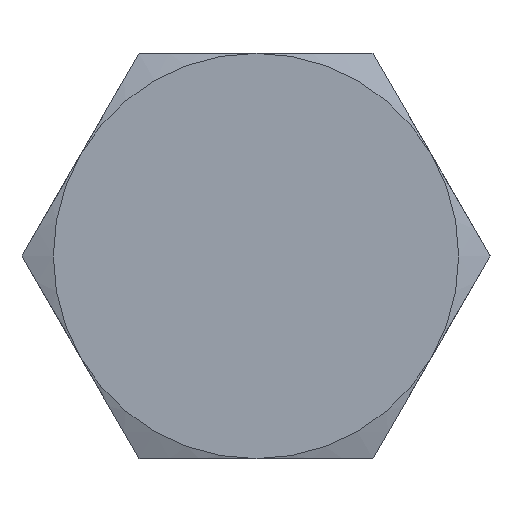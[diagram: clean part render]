
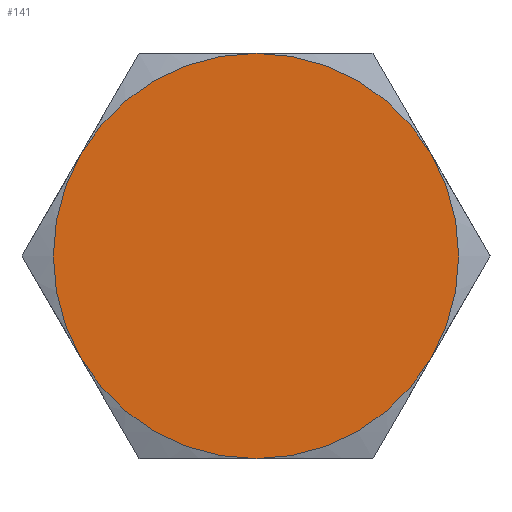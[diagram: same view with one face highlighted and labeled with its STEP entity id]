
A CAD part, left-side view. The second image highlights one B-rep face of the part: STEP entity #141.
In plain terms, the highlighted planar face has unit normal (-1, 0, 0).
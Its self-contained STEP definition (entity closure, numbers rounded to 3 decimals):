
#34 = FACE_OUTER_BOUND ( 'NONE', #95, .T. ) ;
#46 = CARTESIAN_POINT ( 'NONE',  ( 0., 2.304, 1.33 ) ) ;
#60 = VERTEX_POINT ( 'NONE', #160 ) ;
#61 = CARTESIAN_POINT ( 'NONE',  ( 0., -2.304, -1.33 ) ) ;
#64 = AXIS2_PLACEMENT_3D ( 'NONE', #693, #89, #138 ) ;
#70 = DIRECTION ( 'NONE',  ( 0., 0., -1. ) ) ;
#89 = DIRECTION ( 'NONE',  ( 1., 0., 0. ) ) ;
#90 = DIRECTION ( 'NONE',  ( 1., 0., 0. ) ) ;
#95 = EDGE_LOOP ( 'NONE', ( #835, #795, #115, #579, #559, #570 ) ) ;
#115 = ORIENTED_EDGE ( 'NONE', *, *, #813, .F. ) ;
#125 = AXIS2_PLACEMENT_3D ( 'NONE', #878, #455, #382 ) ;
#135 = CARTESIAN_POINT ( 'NONE',  ( 0., 0., 0. ) ) ;
#138 = DIRECTION ( 'NONE',  ( 0., 0., -1. ) ) ;
#141 = ADVANCED_FACE ( 'NONE', ( #34 ), #225, .F. ) ;
#160 = CARTESIAN_POINT ( 'NONE',  ( 0., -2.304, 1.33 ) ) ;
#188 = CARTESIAN_POINT ( 'NONE',  ( 0., 0., 0. ) ) ;
#197 = AXIS2_PLACEMENT_3D ( 'NONE', #188, #520, #261 ) ;
#225 = PLANE ( 'NONE',  #551 ) ;
#259 = VERTEX_POINT ( 'NONE', #46 ) ;
#261 = DIRECTION ( 'NONE',  ( 0., 0., -1. ) ) ;
#276 = DIRECTION ( 'NONE',  ( 0., 0., -1. ) ) ;
#304 = VERTEX_POINT ( 'NONE', #657 ) ;
#311 = AXIS2_PLACEMENT_3D ( 'NONE', #135, #675, #70 ) ;
#325 = CIRCLE ( 'NONE', #64, 2.66 ) ;
#363 = VERTEX_POINT ( 'NONE', #661 ) ;
#382 = DIRECTION ( 'NONE',  ( 0., 0., -1. ) ) ;
#426 = CARTESIAN_POINT ( 'NONE',  ( 0., 0., 0. ) ) ;
#438 = EDGE_CURVE ( 'NONE', #833, #304, #595, .T. ) ;
#447 = CARTESIAN_POINT ( 'NONE',  ( 0., 0., 0. ) ) ;
#455 = DIRECTION ( 'NONE',  ( 1., 0., 0. ) ) ;
#464 = EDGE_CURVE ( 'NONE', #304, #363, #710, .T. ) ;
#486 = DIRECTION ( 'NONE',  ( -1., 0., 0. ) ) ;
#492 = CARTESIAN_POINT ( 'NONE',  ( 0., -1.536, -2.66 ) ) ;
#494 = EDGE_CURVE ( 'NONE', #680, #259, #508, .T. ) ;
#508 = CIRCLE ( 'NONE', #846, 2.66 ) ;
#520 = DIRECTION ( 'NONE',  ( 1., 0., 0. ) ) ;
#551 = AXIS2_PLACEMENT_3D ( 'NONE', #492, #90, #276 ) ;
#559 = ORIENTED_EDGE ( 'NONE', *, *, #494, .T. ) ;
#570 = ORIENTED_EDGE ( 'NONE', *, *, #573, .F. ) ;
#573 = EDGE_CURVE ( 'NONE', #363, #259, #325, .T. ) ;
#579 = ORIENTED_EDGE ( 'NONE', *, *, #770, .F. ) ;
#595 = CIRCLE ( 'NONE', #197, 2.66 ) ;
#639 = DIRECTION ( 'NONE',  ( 1., 0., 0. ) ) ;
#656 = DIRECTION ( 'NONE',  ( 0., 0., -1. ) ) ;
#657 = CARTESIAN_POINT ( 'NONE',  ( 0., 0., -2.66 ) ) ;
#661 = CARTESIAN_POINT ( 'NONE',  ( 0., 2.304, -1.33 ) ) ;
#663 = CIRCLE ( 'NONE', #125, 2.66 ) ;
#674 = AXIS2_PLACEMENT_3D ( 'NONE', #447, #639, #656 ) ;
#675 = DIRECTION ( 'NONE',  ( 1., 0., 0. ) ) ;
#680 = VERTEX_POINT ( 'NONE', #851 ) ;
#693 = CARTESIAN_POINT ( 'NONE',  ( 0., 0., 0. ) ) ;
#707 = CIRCLE ( 'NONE', #674, 2.66 ) ;
#710 = CIRCLE ( 'NONE', #311, 2.66 ) ;
#761 = DIRECTION ( 'NONE',  ( 0., 0., 1. ) ) ;
#770 = EDGE_CURVE ( 'NONE', #680, #60, #707, .T. ) ;
#795 = ORIENTED_EDGE ( 'NONE', *, *, #438, .F. ) ;
#813 = EDGE_CURVE ( 'NONE', #60, #833, #663, .T. ) ;
#833 = VERTEX_POINT ( 'NONE', #61 ) ;
#835 = ORIENTED_EDGE ( 'NONE', *, *, #464, .F. ) ;
#846 = AXIS2_PLACEMENT_3D ( 'NONE', #426, #486, #761 ) ;
#851 = CARTESIAN_POINT ( 'NONE',  ( 0., 0., 2.66 ) ) ;
#878 = CARTESIAN_POINT ( 'NONE',  ( 0., 0., 0. ) ) ;
